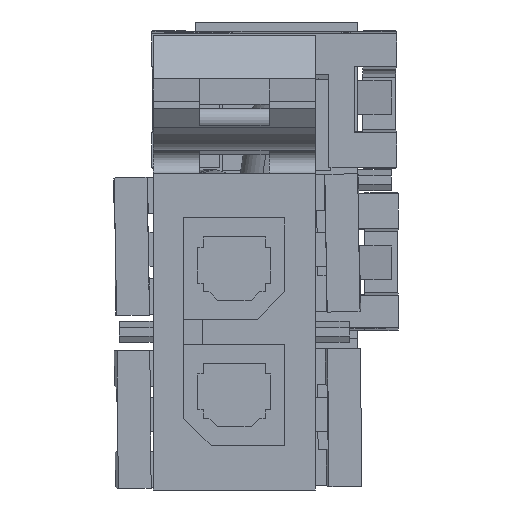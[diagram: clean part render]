
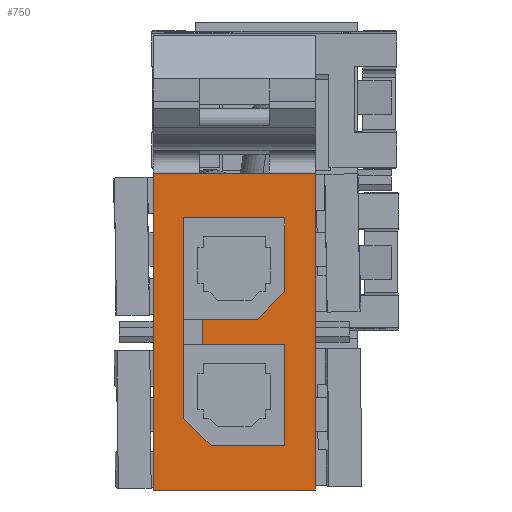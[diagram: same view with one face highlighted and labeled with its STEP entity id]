
A CAD part, front view. The second image highlights one B-rep face of the part: STEP entity #750.
In plain terms, the highlighted planar face has unit normal (0, -1, 0).
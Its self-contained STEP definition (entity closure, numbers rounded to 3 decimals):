
#750=ADVANCED_FACE('',(#2317,#2318),#2319,.T.);
#2317=FACE_BOUND('',#4503,.T.);
#2318=FACE_OUTER_BOUND('',#4504,.T.);
#2319=PLANE('',#4505);
#4503=EDGE_LOOP('',(#10383,#10384,#10385,#10386,#10387,#10388,#10389,#10390,#10391,#10392));
#4504=EDGE_LOOP('',(#10393,#10394,#10395,#10396));
#4505=AXIS2_PLACEMENT_3D('',#10397,#10398,#10399);
#10383=ORIENTED_EDGE('',*,*,#14485,.F.);
#10384=ORIENTED_EDGE('',*,*,#14486,.F.);
#10385=ORIENTED_EDGE('',*,*,#14487,.F.);
#10386=ORIENTED_EDGE('',*,*,#14488,.F.);
#10387=ORIENTED_EDGE('',*,*,#14482,.F.);
#10388=ORIENTED_EDGE('',*,*,#14489,.F.);
#10389=ORIENTED_EDGE('',*,*,#14479,.F.);
#10390=ORIENTED_EDGE('',*,*,#14490,.F.);
#10391=ORIENTED_EDGE('',*,*,#14491,.F.);
#10392=ORIENTED_EDGE('',*,*,#14492,.F.);
#10393=ORIENTED_EDGE('',*,*,#14493,.T.);
#10394=ORIENTED_EDGE('',*,*,#14494,.T.);
#10395=ORIENTED_EDGE('',*,*,#14495,.T.);
#10396=ORIENTED_EDGE('',*,*,#14496,.T.);
#10397=CARTESIAN_POINT('',(-0.6,-17.05,-1.835));
#10398=DIRECTION('',(0.,-1.0,0.));
#10399=DIRECTION('',(0.,0.,-1.0));
#14479=EDGE_CURVE('',#18122,#18117,#18124,.T.);
#14482=EDGE_CURVE('',#18128,#18130,#18131,.T.);
#14485=EDGE_CURVE('',#18134,#18135,#18136,.T.);
#14486=EDGE_CURVE('',#18137,#18134,#18138,.T.);
#14487=EDGE_CURVE('',#18139,#18137,#18140,.T.);
#14488=EDGE_CURVE('',#18130,#18139,#18141,.T.);
#14489=EDGE_CURVE('',#18117,#18128,#18142,.T.);
#14490=EDGE_CURVE('',#18143,#18122,#18144,.T.);
#14491=EDGE_CURVE('',#18145,#18143,#18146,.T.);
#14492=EDGE_CURVE('',#18135,#18145,#18147,.T.);
#14493=EDGE_CURVE('',#18148,#18149,#18150,.T.);
#14494=EDGE_CURVE('',#18149,#18151,#18152,.T.);
#14495=EDGE_CURVE('',#18151,#18153,#18154,.T.);
#14496=EDGE_CURVE('',#18153,#18148,#18155,.T.);
#18117=VERTEX_POINT('',#23709);
#18122=VERTEX_POINT('',#23717);
#18124=LINE('',#23720,#23721);
#18128=VERTEX_POINT('',#23726);
#18130=VERTEX_POINT('',#23729);
#18131=LINE('',#23730,#23731);
#18134=VERTEX_POINT('',#23736);
#18135=VERTEX_POINT('',#23737);
#18136=LINE('',#23738,#23739);
#18137=VERTEX_POINT('',#23740);
#18138=LINE('',#23741,#23742);
#18139=VERTEX_POINT('',#23743);
#18140=LINE('',#23744,#23745);
#18141=LINE('',#23746,#23747);
#18142=LINE('',#23748,#23749);
#18143=VERTEX_POINT('',#23750);
#18144=LINE('',#23751,#23752);
#18145=VERTEX_POINT('',#23753);
#18146=LINE('',#23754,#23755);
#18147=LINE('',#23756,#23757);
#18148=VERTEX_POINT('',#23758);
#18149=VERTEX_POINT('',#23759);
#18150=LINE('',#23760,#23761);
#18151=VERTEX_POINT('',#23762);
#18152=LINE('',#23763,#23764);
#18153=VERTEX_POINT('',#23765);
#18154=LINE('',#23766,#23767);
#18155=LINE('',#23768,#23769);
#23709=CARTESIAN_POINT('',(-1.355,-17.05,-2.135));
#23717=CARTESIAN_POINT('',(0.6,-17.05,-2.135));
#23720=CARTESIAN_POINT('',(0.6,-17.05,-2.135));
#23721=VECTOR('',#28266,1.0);
#23726=CARTESIAN_POINT('',(-1.355,-17.05,-1.535));
#23729=CARTESIAN_POINT('',(-0.05,-17.05,-1.535));
#23730=CARTESIAN_POINT('',(-1.8,-17.05,-1.535));
#23731=VECTOR('',#28269,1.0);
#23736=CARTESIAN_POINT('',(-1.8,-17.05,0.865));
#23737=CARTESIAN_POINT('',(-1.8,-17.05,-3.885));
#23738=CARTESIAN_POINT('',(-1.8,-17.05,-2.135));
#23739=VECTOR('',#28272,1.0);
#23740=CARTESIAN_POINT('',(0.6,-17.05,0.865));
#23741=CARTESIAN_POINT('',(0.6,-17.05,0.865));
#23742=VECTOR('',#28273,1.0);
#23743=CARTESIAN_POINT('',(0.6,-17.05,-0.885));
#23744=CARTESIAN_POINT('',(0.6,-17.05,-0.885));
#23745=VECTOR('',#28274,1.0);
#23746=CARTESIAN_POINT('',(-0.05,-17.05,-1.535));
#23747=VECTOR('',#28275,1.0);
#23748=CARTESIAN_POINT('',(-1.355,-17.05,-2.135));
#23749=VECTOR('',#28276,1.0);
#23750=CARTESIAN_POINT('',(0.6,-17.05,-4.535));
#23751=CARTESIAN_POINT('',(0.6,-17.05,-4.535));
#23752=VECTOR('',#28277,1.0);
#23753=CARTESIAN_POINT('',(-1.15,-17.05,-4.535));
#23754=CARTESIAN_POINT('',(-1.15,-17.05,-4.535));
#23755=VECTOR('',#28278,1.0);
#23756=CARTESIAN_POINT('',(-1.8,-17.05,-3.885));
#23757=VECTOR('',#28279,1.0);
#23758=CARTESIAN_POINT('',(-2.525,-17.05,1.915));
#23759=CARTESIAN_POINT('',(-2.525,-17.05,-5.585));
#23760=CARTESIAN_POINT('',(-2.525,-17.05,1.915));
#23761=VECTOR('',#28280,1.0);
#23762=CARTESIAN_POINT('',(1.325,-17.05,-5.585));
#23763=CARTESIAN_POINT('',(-2.525,-17.05,-5.585));
#23764=VECTOR('',#28281,1.0);
#23765=CARTESIAN_POINT('',(1.325,-17.05,1.915));
#23766=CARTESIAN_POINT('',(1.325,-17.05,-5.585));
#23767=VECTOR('',#28282,1.0);
#23768=CARTESIAN_POINT('',(1.325,-17.05,1.915));
#23769=VECTOR('',#28283,1.0);
#28266=DIRECTION('',(-1.0,0.,0.));
#28269=DIRECTION('',(1.0,0.,0.));
#28272=DIRECTION('',(0.,0.,-1.0));
#28273=DIRECTION('',(-1.0,0.,0.));
#28274=DIRECTION('',(0.,0.,1.0));
#28275=DIRECTION('',(0.707,0.,0.707));
#28276=DIRECTION('',(0.,0.,1.0));
#28277=DIRECTION('',(0.,0.,1.0));
#28278=DIRECTION('',(1.0,0.,0.));
#28279=DIRECTION('',(0.707,0.,-0.707));
#28280=DIRECTION('',(0.,0.,-1.0));
#28281=DIRECTION('',(1.0,0.,0.));
#28282=DIRECTION('',(0.,0.,1.0));
#28283=DIRECTION('',(-1.0,0.,0.));
